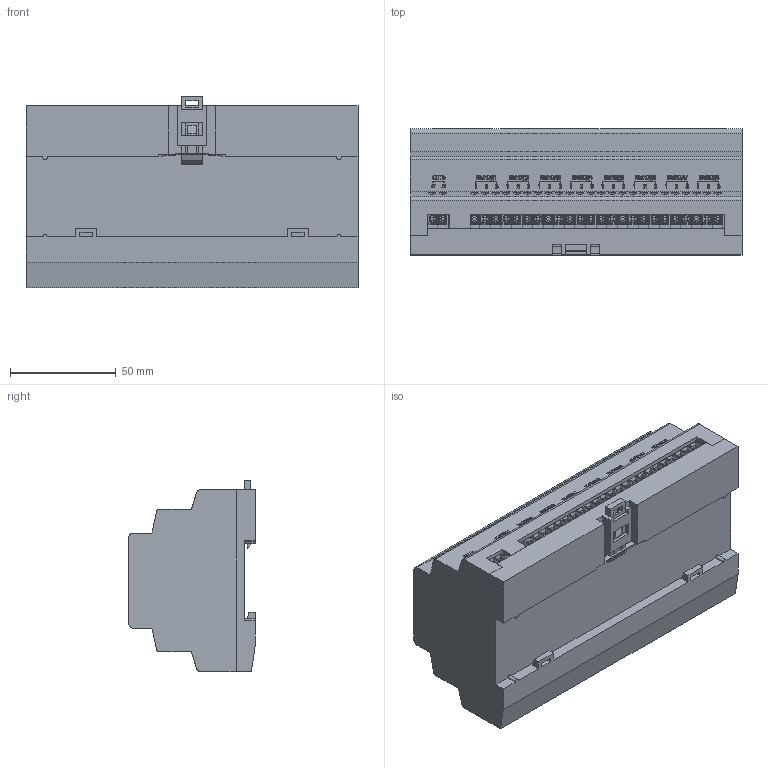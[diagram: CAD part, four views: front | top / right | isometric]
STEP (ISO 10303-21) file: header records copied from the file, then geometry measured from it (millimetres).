
FILE_DESCRIPTION (( 'STEP AP214' ), '1' );
FILE_NAME ('3D 沓麧錪 昐1.STEP', '2016-12-28T13:19:23', ( 'adm' ), ( 'MICROSOFT' ), 'SwSTEP 2.0', 'SolidWorks 2014', '' );
FILE_SCHEMA (( 'AUTOMOTIVE_DESIGN' ));
Length unit declared in the file: millimetre
Products named in the file (5): DIN12M_瞂贂 昐1; Çàùåëêà; Êëåììà_íèçêàÿ_01_5ìì; ÌÐ1_êîðïóñ_äíî; 3D 沓麧錪 昐1
Assembly tree (45 placements, depth 2):
  3D 沓麧錪 昐1
    ÌÐ1_êîðïóñ_äíî
    Êëåììà_íèçêàÿ_01_5ìì  x42
    Çàùåëêà
    DIN12M_瞂贂 昐1
Bounding box: 157 x 59.7 x 90.35 mm (x, y, z)
Volume: 408436 mm3; surface area: 136278.8 mm2
Topology: 213 solids, 213 shells, 5724 faces, 14455 edges, 9608 vertices
Faces by surface type: plane 3999, bspline 929, cylinder 796
Entity records: 151582 total; most frequent: CARTESIAN_POINT 31791, ORIENTED_EDGE 19234, DIRECTION 13459, EDGE_CURVE 9617, LINE 7473, VECTOR 7473, VERTEX_POINT 6410, EDGE_LOOP 4077
